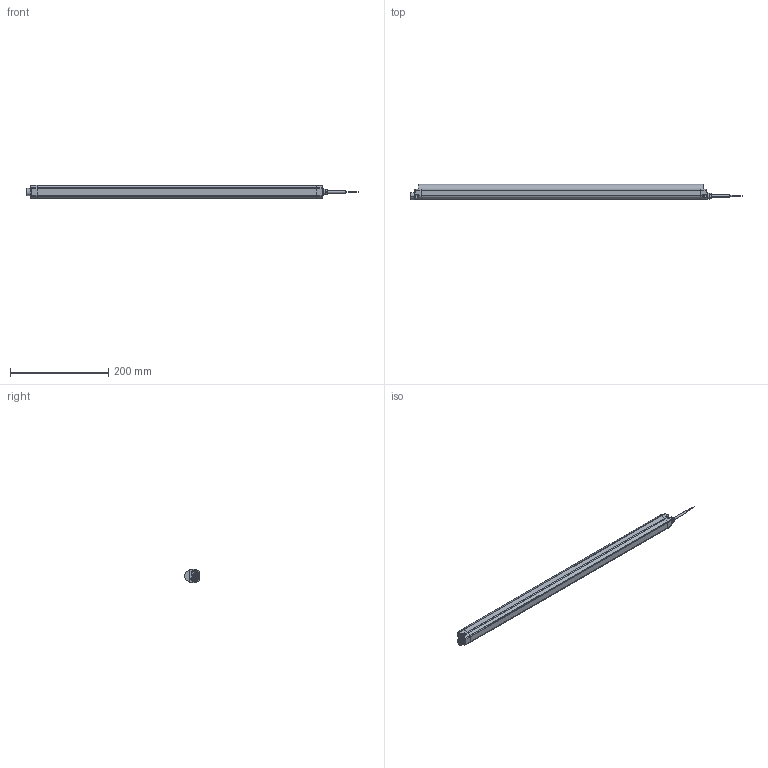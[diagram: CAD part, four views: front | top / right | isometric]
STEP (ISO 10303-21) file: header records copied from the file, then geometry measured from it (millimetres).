
FILE_DESCRIPTION((''),'2;1');
FILE_NAME('210150_ASM','2019-02-27T16:41:28',('pdmadmin'),('BANNER ENGINEERING'),'CREO PARAMETRIC BY PTC INC, 2018300','CREO PARAMETRIC BY PTC INC, 2018300','');
FILE_SCHEMA(('CONFIG_CONTROL_DESIGN'));
Length unit declared in the file: inch
Products named in the file (16): 154026_AF1; 156547; 156545_AF1; 192380_AF1; 192381; 191965_AF1_ASM; 189859_WIRE; 189859_AF1_ASM; 155834_AF2; 175605_AF15_ASM; 47678; 166154_AF1; 153169; 175602_AF58; 157628; 210150_ASM
Assembly tree (22 placements, depth 5):
  210150_ASM
    154026_AF1
    156547
    175605_AF15_ASM
      156545_AF1
      189859_AF1_ASM
        191965_AF1_ASM
          192380_AF1
          192381  x5
        189859_WIRE
      155834_AF2
    47678  x4
    166154_AF1
    153169
    175602_AF58
    157628
Bounding box: 675.32 x 31.55 x 28 mm (x, y, z)
Volume: 173505.6 mm3; surface area: 122762.9 mm2
Topology: 19 solids, 25 shells, 1211 faces, 2959 edges, 1823 vertices
Faces by surface type: cylinder 377, plane 371, cone 240, bspline 113, torus 90, sphere 20
Entity records: 46632 total; most frequent: CARTESIAN_POINT 23792, DIRECTION 4766, ORIENTED_EDGE 4732, EDGE_CURVE 2379, AXIS2_PLACEMENT_3D 1920, VERTEX_POINT 1479, EDGE_LOOP 1039, CIRCLE 1013
